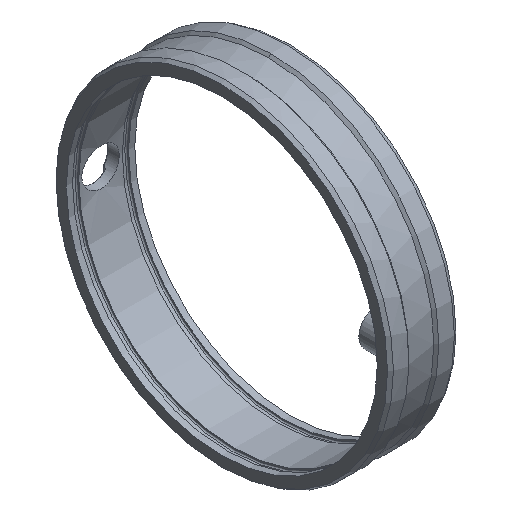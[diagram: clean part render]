
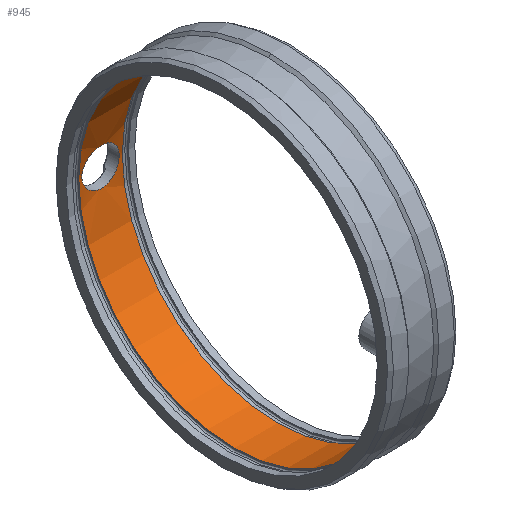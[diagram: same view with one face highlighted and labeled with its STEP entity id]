
A CAD part, isometric view. The second image highlights one B-rep face of the part: STEP entity #945.
In plain terms, the highlighted cylindrical face has radius 25 mm (diameter 50 mm), a full revolution.
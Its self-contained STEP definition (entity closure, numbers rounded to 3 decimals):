
#111=B_SPLINE_CURVE_WITH_KNOTS('',3,(#1295,#1296,#1297,#1298,#1299,#1300,
#1301,#1302,#1303,#1304,#1305,#1306,#1307,#1308,#1309,#1310,#1311,#1312,
#1313,#1314,#1315,#1316,#1317,#1318,#1319,#1320,#1321,#1322,#1323,#1324,
#1325,#1326,#1327,#1328,#1329,#1330,#1331,#1332,#1333,#1334,#1335,#1336,
#1337,#1338,#1339,#1340,#1341,#1342,#1343,#1344,#1345,#1346,#1347,#1348,
#1349,#1350,#1351,#1352),.UNSPECIFIED.,.T.,.U.,(4,3,3,3,3,3,3,3,3,3,3,3,
3,3,3,3,3,3,3,4),(0.,0.053,0.107,0.161,
0.214,0.268,0.321,0.375,
0.428,0.482,0.536,0.589,
0.643,0.696,0.75,0.803,
0.857,0.91,0.964,1.),.UNSPECIFIED.);
#181=CIRCLE('',#1005,25.);
#182=CIRCLE('',#1007,25.);
#222=VERTEX_POINT('',#1288);
#223=VERTEX_POINT('',#1289);
#224=VERTEX_POINT('',#1292);
#225=VERTEX_POINT('',#1294);
#226=VERTEX_POINT('',#1353);
#227=VERTEX_POINT('',#1354);
#316=VECTOR('',#1106,1.);
#348=LINE('',#1291,#316);
#394=EDGE_CURVE('',#222,#223,#181,.T.);
#395=EDGE_CURVE('',#223,#222,#181,.T.);
#396=EDGE_CURVE('',#222,#224,#348,.T.);
#397=EDGE_CURVE('',#225,#224,#182,.T.);
#398=EDGE_CURVE('',#224,#225,#182,.T.);
#399=EDGE_CURVE('',#226,#227,#111,.T.);
#400=EDGE_CURVE('',#227,#226,#111,.T.);
#555=ORIENTED_EDGE('',*,*,#396,.F.);
#556=ORIENTED_EDGE('',*,*,#394,.T.);
#557=ORIENTED_EDGE('',*,*,#395,.T.);
#558=ORIENTED_EDGE('',*,*,#396,.T.);
#559=ORIENTED_EDGE('',*,*,#397,.F.);
#560=ORIENTED_EDGE('',*,*,#398,.F.);
#561=ORIENTED_EDGE('',*,*,#399,.T.);
#562=ORIENTED_EDGE('',*,*,#400,.T.);
#821=EDGE_LOOP('',(#555,#556,#557,#558,#559,#560));
#822=EDGE_LOOP('',(#561,#562));
#884=FACE_BOUND('',#821,.T.);
#885=FACE_BOUND('',#822,.T.);
#945=ADVANCED_FACE('',(#884,#885),#2150,.F.);
#1005=AXIS2_PLACEMENT_3D('',#1287,#1102,#1103);
#1006=AXIS2_PLACEMENT_3D('',#1290,#1104,#1105);
#1007=AXIS2_PLACEMENT_3D('',#1293,#1107,#1108);
#1102=DIRECTION('',(-1.,0.,0.));
#1103=DIRECTION('',(0.,0.,25.));
#1104=DIRECTION('',(-1.,0.,0.));
#1105=DIRECTION('',(0.,0.,-25.));
#1106=DIRECTION('',(1.,0.,0.));
#1107=DIRECTION('',(-1.,0.,0.));
#1108=DIRECTION('',(0.,0.,25.));
#1287=CARTESIAN_POINT('',(2.,0.,0.));
#1288=CARTESIAN_POINT('',(2.,0.,-25.));
#1289=CARTESIAN_POINT('',(2.,0.,25.));
#1290=CARTESIAN_POINT('',(0.,0.,0.));
#1291=CARTESIAN_POINT('',(11.,0.,-25.));
#1292=CARTESIAN_POINT('',(9.,0.,-25.));
#1293=CARTESIAN_POINT('',(9.,0.,0.));
#1294=CARTESIAN_POINT('',(9.,0.,25.));
#1295=CARTESIAN_POINT('',(5.5,24.819,-3.));
#1296=CARTESIAN_POINT('',(5.166,24.819,-3.));
#1297=CARTESIAN_POINT('',(4.827,24.826,-2.942));
#1298=CARTESIAN_POINT('',(4.511,24.839,-2.832));
#1299=CARTESIAN_POINT('',(4.196,24.852,-2.722));
#1300=CARTESIAN_POINT('',(3.895,24.87,-2.556));
#1301=CARTESIAN_POINT('',(3.634,24.889,-2.349));
#1302=CARTESIAN_POINT('',(3.371,24.909,-2.14));
#1303=CARTESIAN_POINT('',(3.141,24.931,-1.884));
#1304=CARTESIAN_POINT('',(2.962,24.949,-1.6));
#1305=CARTESIAN_POINT('',(2.783,24.967,-1.315));
#1306=CARTESIAN_POINT('',(2.65,24.982,-0.995));
#1307=CARTESIAN_POINT('',(2.575,24.991,-0.667));
#1308=CARTESIAN_POINT('',(2.501,25.,-0.34));
#1309=CARTESIAN_POINT('',(2.481,25.002,0.004));
#1310=CARTESIAN_POINT('',(2.519,24.998,0.337));
#1311=CARTESIAN_POINT('',(2.556,24.993,0.668));
#1312=CARTESIAN_POINT('',(2.651,24.982,0.998));
#1313=CARTESIAN_POINT('',(2.795,24.966,1.298));
#1314=CARTESIAN_POINT('',(2.94,24.951,1.599));
#1315=CARTESIAN_POINT('',(3.138,24.93,1.88));
#1316=CARTESIAN_POINT('',(3.373,24.91,2.116));
#1317=CARTESIAN_POINT('',(3.61,24.89,2.354));
#1318=CARTESIAN_POINT('',(3.892,24.87,2.555));
#1319=CARTESIAN_POINT('',(4.194,24.854,2.701));
#1320=CARTESIAN_POINT('',(4.497,24.838,2.847));
#1321=CARTESIAN_POINT('',(4.829,24.826,2.943));
#1322=CARTESIAN_POINT('',(5.164,24.822,2.981));
#1323=CARTESIAN_POINT('',(5.496,24.817,3.019));
#1324=CARTESIAN_POINT('',(5.84,24.82,2.999));
#1325=CARTESIAN_POINT('',(6.166,24.828,2.925));
#1326=CARTESIAN_POINT('',(6.491,24.837,2.851));
#1327=CARTESIAN_POINT('',(6.807,24.852,2.721));
#1328=CARTESIAN_POINT('',(7.09,24.87,2.544));
#1329=CARTESIAN_POINT('',(7.374,24.888,2.367));
#1330=CARTESIAN_POINT('',(7.631,24.91,2.138));
#1331=CARTESIAN_POINT('',(7.84,24.929,1.877));
#1332=CARTESIAN_POINT('',(8.05,24.949,1.615));
#1333=CARTESIAN_POINT('',(8.219,24.968,1.313));
#1334=CARTESIAN_POINT('',(8.33,24.98,0.995));
#1335=CARTESIAN_POINT('',(8.442,24.993,0.678));
#1336=CARTESIAN_POINT('',(8.5,25.,0.338));
#1337=CARTESIAN_POINT('',(8.5,25.,0.002));
#1338=CARTESIAN_POINT('',(8.5,25.,-0.332));
#1339=CARTESIAN_POINT('',(8.443,24.993,-0.671));
#1340=CARTESIAN_POINT('',(8.333,24.981,-0.986));
#1341=CARTESIAN_POINT('',(8.224,24.968,-1.301));
#1342=CARTESIAN_POINT('',(8.059,24.95,-1.601));
#1343=CARTESIAN_POINT('',(7.852,24.931,-1.862));
#1344=CARTESIAN_POINT('',(7.644,24.911,-2.125));
#1345=CARTESIAN_POINT('',(7.387,24.889,-2.356));
#1346=CARTESIAN_POINT('',(7.104,24.871,-2.535));
#1347=CARTESIAN_POINT('',(6.82,24.853,-2.715));
#1348=CARTESIAN_POINT('',(6.5,24.837,-2.848));
#1349=CARTESIAN_POINT('',(6.172,24.828,-2.924));
#1350=CARTESIAN_POINT('',(5.952,24.822,-2.974));
#1351=CARTESIAN_POINT('',(5.725,24.819,-3.));
#1352=CARTESIAN_POINT('',(5.5,24.819,-3.));
#1353=CARTESIAN_POINT('',(5.5,24.819,-3.));
#1354=CARTESIAN_POINT('',(5.5,24.819,3.));
#2150=CYLINDRICAL_SURFACE('',#1006,25.);
